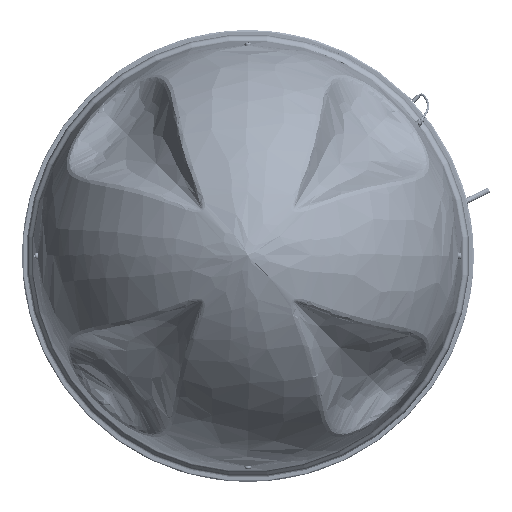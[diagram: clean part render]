
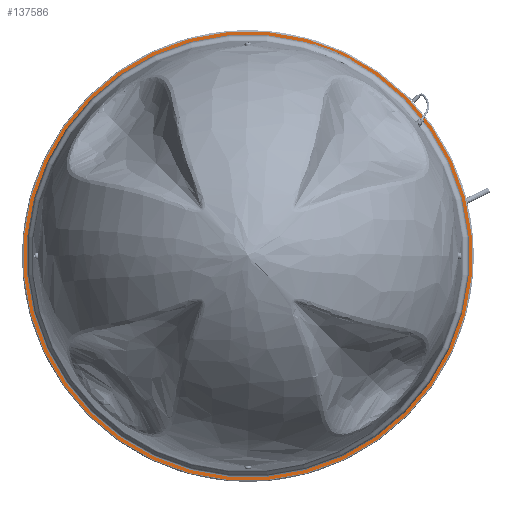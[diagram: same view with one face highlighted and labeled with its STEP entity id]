
A CAD part, top view. The second image highlights one B-rep face of the part: STEP entity #137586.
In plain terms, the highlighted planar face has unit normal (0, 0, 1).
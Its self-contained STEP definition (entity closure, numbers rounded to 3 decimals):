
#2867=FACE_BOUND('',#22775,.T.);
#4470=PLANE('',#146441);
#14708=FACE_OUTER_BOUND('',#22774,.T.);
#22774=EDGE_LOOP('',(#97039));
#22775=EDGE_LOOP('',(#97040));
#31057=CIRCLE('',#146436,392.399);
#31061=CIRCLE('',#146442,398.);
#57435=VERTEX_POINT('',#228662);
#57438=VERTEX_POINT('',#229462);
#72218=EDGE_CURVE('',#57435,#57435,#31057,.T.);
#72225=EDGE_CURVE('',#57438,#57438,#31061,.T.);
#97039=ORIENTED_EDGE('',*,*,#72225,.F.);
#97040=ORIENTED_EDGE('',*,*,#72218,.T.);
#137586=ADVANCED_FACE('',(#14708,#2867),#4470,.T.);
#146436=AXIS2_PLACEMENT_3D('',#228664,#162196,#162197);
#146441=AXIS2_PLACEMENT_3D('',#229461,#162206,#162207);
#146442=AXIS2_PLACEMENT_3D('',#229463,#162208,#162209);
#162196=DIRECTION('center_axis',(0.,0.,
-1.));
#162197=DIRECTION('ref_axis',(0.707,-0.707,0.));
#162206=DIRECTION('center_axis',(0.,0.,
1.));
#162207=DIRECTION('ref_axis',(0.707,0.707,0.));
#162208=DIRECTION('center_axis',(0.,0.,
-1.));
#162209=DIRECTION('ref_axis',(-0.707,0.707,0.));
#228662=CARTESIAN_POINT('',(-277.468,277.468,232.25));
#228664=CARTESIAN_POINT('Origin',(0.,0.,
232.25));
#229461=CARTESIAN_POINT('Origin',(267.286,-267.286,232.25));
#229462=CARTESIAN_POINT('',(-281.428,-281.428,232.25));
#229463=CARTESIAN_POINT('Origin',(0.,0.,
232.25));
